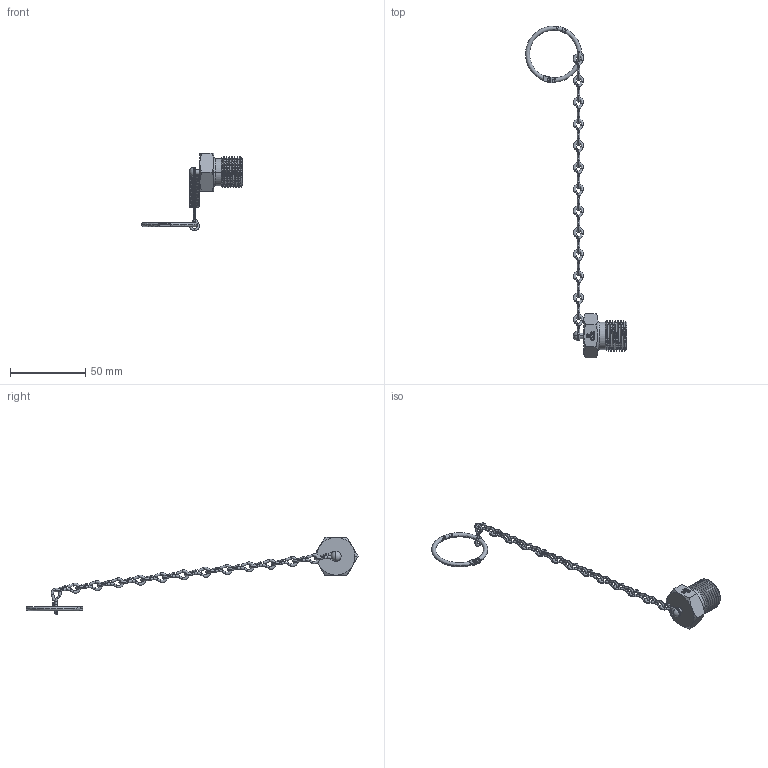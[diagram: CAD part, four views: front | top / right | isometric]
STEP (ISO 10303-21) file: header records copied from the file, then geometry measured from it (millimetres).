
FILE_DESCRIPTION (( 'STEP AP203' ), '1' );
FILE_NAME ('AD-320MSS-BL-R.STEP', '2025-07-30T18:52:47', ( '' ), ( '' ), 'SwSTEP 2.0', 'SolidWorks 2018', '' );
FILE_SCHEMA (( 'CONFIG_CONTROL_DESIGN' ));
Length unit declared in the file: inch
Products named in the file (8): ASY-000291; AD-320MSS-BL-R; PRT-002239_STAINLESS; PRT-002245_RING-1.187D HALF; PRT-000053; ASY-000214_One Link Bent; PRT-003626; PRT-002255_SMALL PIN
Assembly tree (21 placements, depth 3):
  AD-320MSS-BL-R
    PRT-000053
    PRT-003626
    ASY-000214_One Link Bent
      PRT-002239_STAINLESS  x14
    ASY-000291
      PRT-002245_RING-1.187D HALF  x2
      PRT-002255_SMALL PIN
Bounding box: 67.21 x 220.93 x 51.72 mm (x, y, z)
Volume: 12580.8 mm3; surface area: 7907.1 mm2
Topology: 19 solids, 19 shells, 538 faces, 1268 edges, 768 vertices
Faces by surface type: cylinder 195, bspline 125, torus 104, plane 82, sphere 18, cone 14
Entity records: 12702 total; most frequent: CARTESIAN_POINT 6589, ORIENTED_EDGE 1146, DIRECTION 827, EDGE_CURVE 573, VERTEX_POINT 365, AXIS2_PLACEMENT_3D 312, EDGE_LOOP 244, ADVANCED_FACE 230
